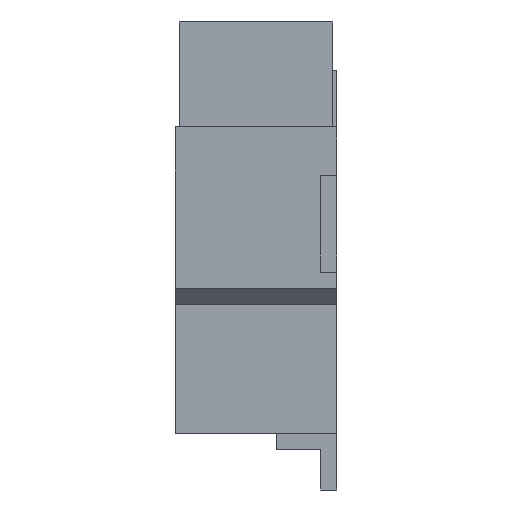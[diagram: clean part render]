
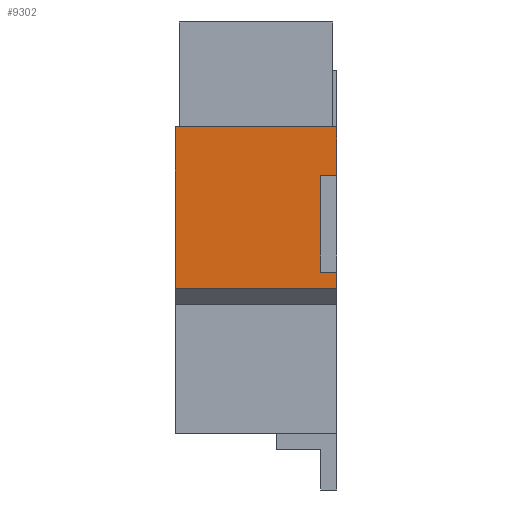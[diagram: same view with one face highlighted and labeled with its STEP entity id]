
A CAD part, left-side view. The second image highlights one B-rep face of the part: STEP entity #9302.
In plain terms, the highlighted planar face has unit normal (-1, 0, 0).
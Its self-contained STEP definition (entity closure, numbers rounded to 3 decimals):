
#1833 = VERTEX_POINT ( 'NONE', #6031 ) ;
#1835 = EDGE_CURVE ( 'NONE', #1833, #1837, #6030, .T. ) ;
#1837 = VERTEX_POINT ( 'NONE', #6025 ) ;
#1848 = VERTEX_POINT ( 'NONE', #6070 ) ;
#1850 = EDGE_CURVE ( 'NONE', #1848, #1851, #6067, .T. ) ;
#1851 = VERTEX_POINT ( 'NONE', #6063 ) ;
#2365 = VERTEX_POINT ( 'NONE', #7076 ) ;
#2438 = VERTEX_POINT ( 'NONE', #7208 ) ;
#2448 = EDGE_CURVE ( 'NONE', #2438, #2365, #7194, .T. ) ;
#2835 = VERTEX_POINT ( 'NONE', #7292 ) ;
#2858 = EDGE_CURVE ( 'NONE', #2835, #2438, #7360, .T. ) ;
#6025 = CARTESIAN_POINT ( 'NONE',  ( -25.4, -3.386, 2.324 ) ) ;
#6027 = DIRECTION ( 'NONE',  ( 0., 0., -1. ) ) ;
#6028 = VECTOR ( 'NONE', #6027, 1000. ) ;
#6029 = CARTESIAN_POINT ( 'NONE',  ( -25.4, -3.386, 4.324 ) ) ;
#6030 = LINE ( 'NONE', #6029, #6028 ) ;
#6031 = CARTESIAN_POINT ( 'NONE',  ( -25.4, -3.386, 2.524 ) ) ;
#6063 = CARTESIAN_POINT ( 'NONE',  ( -25.4, -3.386, 3.724 ) ) ;
#6064 = DIRECTION ( 'NONE',  ( 0., 0., -1. ) ) ;
#6065 = VECTOR ( 'NONE', #6064, 1000. ) ;
#6066 = CARTESIAN_POINT ( 'NONE',  ( -25.4, -3.386, 4.324 ) ) ;
#6067 = LINE ( 'NONE', #6066, #6065 ) ;
#6070 = CARTESIAN_POINT ( 'NONE',  ( -25.4, -3.386, 4.324 ) ) ;
#7076 = CARTESIAN_POINT ( 'NONE',  ( -25.4, -1.436, 4.324 ) ) ;
#7190 = DIRECTION ( 'NONE',  ( 0., -1., 0. ) ) ;
#7191 = VECTOR ( 'NONE', #7190, 1000. ) ;
#7193 = CARTESIAN_POINT ( 'NONE',  ( -25.4, -1.386, 4.324 ) ) ;
#7194 = LINE ( 'NONE', #7193, #7191 ) ;
#7208 = CARTESIAN_POINT ( 'NONE',  ( -25.4, -1.386, 4.324 ) ) ;
#7292 = CARTESIAN_POINT ( 'NONE',  ( -25.4, -1.386, 2.324 ) ) ;
#7357 = DIRECTION ( 'NONE',  ( 0., 0., 1. ) ) ;
#7358 = VECTOR ( 'NONE', #7357, 1000. ) ;
#7359 = CARTESIAN_POINT ( 'NONE',  ( -25.4, -1.386, 4.324 ) ) ;
#7360 = LINE ( 'NONE', #7359, #7358 ) ;
#7841 = CARTESIAN_POINT ( 'NONE',  ( -25.4, -3.186, 2.524 ) ) ;
#7842 = LINE ( 'NONE', #7841, #8112 ) ;
#8112 = VECTOR ( 'NONE', #8389, 1000. ) ;
#8389 = DIRECTION ( 'NONE',  ( 0., -1., 0. ) ) ;
#8725 = EDGE_LOOP ( 'NONE', ( #8734, #8737, #8747, #8772, #8786, #8788, #9178, #9185, #9217, #9233 ) ) ;
#8734 = ORIENTED_EDGE ( 'NONE', *, *, #1850, .F. ) ;
#8737 = ORIENTED_EDGE ( 'NONE', *, *, #8922, .F. ) ;
#8747 = ORIENTED_EDGE ( 'NONE', *, *, #8769, .F. ) ;
#8769 = EDGE_CURVE ( 'NONE', #2365, #8901, #8949, .T. ) ;
#8772 = ORIENTED_EDGE ( 'NONE', *, *, #2448, .F. ) ;
#8786 = ORIENTED_EDGE ( 'NONE', *, *, #2858, .F. ) ;
#8788 = ORIENTED_EDGE ( 'NONE', *, *, #8794, .F. ) ;
#8794 = EDGE_CURVE ( 'NONE', #1837, #2835, #8945, .T. ) ;
#8901 = VERTEX_POINT ( 'NONE', #8996 ) ;
#8922 = EDGE_CURVE ( 'NONE', #8901, #1848, #8994, .T. ) ;
#8942 = DIRECTION ( 'NONE',  ( 0., 1., 0. ) ) ;
#8943 = VECTOR ( 'NONE', #8942, 1000. ) ;
#8944 = CARTESIAN_POINT ( 'NONE',  ( -25.4, -3.386, 2.324 ) ) ;
#8945 = LINE ( 'NONE', #8944, #8943 ) ;
#8946 = DIRECTION ( 'NONE',  ( 0., -1., 0. ) ) ;
#8947 = VECTOR ( 'NONE', #8946, 1000. ) ;
#8948 = CARTESIAN_POINT ( 'NONE',  ( -25.4, -1.386, 4.324 ) ) ;
#8949 = LINE ( 'NONE', #8948, #8947 ) ;
#8991 = DIRECTION ( 'NONE',  ( 0., -1., 0. ) ) ;
#8992 = VECTOR ( 'NONE', #8991, 1000. ) ;
#8993 = CARTESIAN_POINT ( 'NONE',  ( -25.4, -1.386, 4.324 ) ) ;
#8994 = LINE ( 'NONE', #8993, #8992 ) ;
#8996 = CARTESIAN_POINT ( 'NONE',  ( -25.4, -3.336, 4.324 ) ) ;
#9010 = DIRECTION ( 'NONE',  ( 0., 0., 1. ) ) ;
#9011 = DIRECTION ( 'NONE',  ( 1., 0., 0. ) ) ;
#9012 = CARTESIAN_POINT ( 'NONE',  ( -25.4, -3.386, 0.524 ) ) ;
#9013 = AXIS2_PLACEMENT_3D ( 'NONE', #9012, #9011, #9010 ) ;
#9014 = PLANE ( 'NONE',  #9013 ) ;
#9016 = FACE_OUTER_BOUND ( 'NONE', #8725, .T. ) ;
#9028 = DIRECTION ( 'NONE',  ( 0., -1., 0. ) ) ;
#9029 = VECTOR ( 'NONE', #9028, 1000. ) ;
#9030 = CARTESIAN_POINT ( 'NONE',  ( -25.4, -3.186, 3.724 ) ) ;
#9031 = LINE ( 'NONE', #9030, #9029 ) ;
#9032 = CARTESIAN_POINT ( 'NONE',  ( -25.4, -3.186, 3.724 ) ) ;
#9033 = DIRECTION ( 'NONE',  ( 0., 0., -1. ) ) ;
#9034 = VECTOR ( 'NONE', #9033, 1000. ) ;
#9035 = CARTESIAN_POINT ( 'NONE',  ( -25.4, -3.186, 3.724 ) ) ;
#9036 = LINE ( 'NONE', #9035, #9034 ) ;
#9037 = CARTESIAN_POINT ( 'NONE',  ( -25.4, -3.186, 2.524 ) ) ;
#9178 = ORIENTED_EDGE ( 'NONE', *, *, #1835, .F. ) ;
#9185 = ORIENTED_EDGE ( 'NONE', *, *, #9194, .F. ) ;
#9194 = EDGE_CURVE ( 'NONE', #9210, #1833, #7842, .T. ) ;
#9210 = VERTEX_POINT ( 'NONE', #9037 ) ;
#9217 = ORIENTED_EDGE ( 'NONE', *, *, #9224, .F. ) ;
#9224 = EDGE_CURVE ( 'NONE', #9228, #9210, #9036, .T. ) ;
#9228 = VERTEX_POINT ( 'NONE', #9032 ) ;
#9233 = ORIENTED_EDGE ( 'NONE', *, *, #9236, .T. ) ;
#9236 = EDGE_CURVE ( 'NONE', #9228, #1851, #9031, .T. ) ;
#9302 = ADVANCED_FACE ( 'NONE', ( #9016 ), #9014, .F. ) ;
